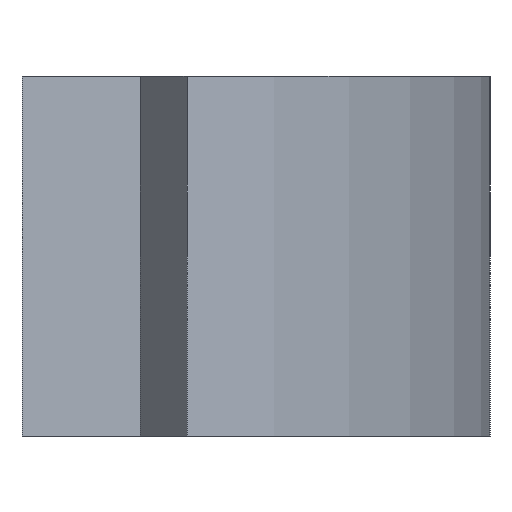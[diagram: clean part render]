
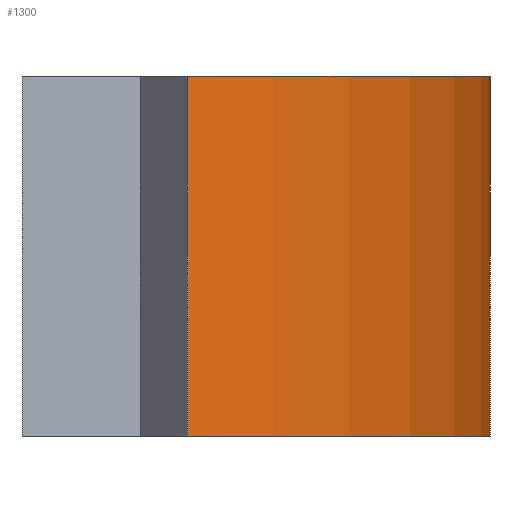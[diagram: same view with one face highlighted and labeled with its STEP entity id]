
A CAD part, left-side view. The second image highlights one B-rep face of the part: STEP entity #1300.
In plain terms, the highlighted cylindrical face has radius 23 mm (diameter 46 mm), a partial arc.
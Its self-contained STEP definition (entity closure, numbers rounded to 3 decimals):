
#21=CYLINDRICAL_SURFACE('',#1398,23.);
#44=CIRCLE('',#1357,23.);
#57=CIRCLE('',#1399,23.);
#107=FACE_OUTER_BOUND('',#180,.T.);
#180=EDGE_LOOP('',(#1088,#1089,#1090,#1091));
#346=LINE('',#2046,#512);
#349=LINE('',#2053,#515);
#512=VECTOR('',#1678,23.);
#515=VECTOR('',#1687,10.);
#616=VERTEX_POINT('',#1914);
#618=VERTEX_POINT('',#1917);
#644=VERTEX_POINT('',#2043);
#646=VERTEX_POINT('',#2051);
#737=EDGE_CURVE('',#618,#616,#44,.T.);
#811=EDGE_CURVE('',#616,#644,#346,.T.);
#814=EDGE_CURVE('',#644,#646,#57,.T.);
#815=EDGE_CURVE('',#646,#618,#349,.T.);
#1088=ORIENTED_EDGE('',*,*,#737,.T.);
#1089=ORIENTED_EDGE('',*,*,#811,.T.);
#1090=ORIENTED_EDGE('',*,*,#814,.T.);
#1091=ORIENTED_EDGE('',*,*,#815,.T.);
#1300=ADVANCED_FACE('',(#107),#21,.T.);
#1357=AXIS2_PLACEMENT_3D('',#1918,#1537,#1538);
#1398=AXIS2_PLACEMENT_3D('',#2050,#1683,#1684);
#1399=AXIS2_PLACEMENT_3D('',#2052,#1685,#1686);
#1537=DIRECTION('center_axis',(0.,0.,1.));
#1538=DIRECTION('ref_axis',(-0.828,-0.561,0.));
#1678=DIRECTION('',(0.,0.,1.));
#1683=DIRECTION('center_axis',(0.,0.,1.));
#1684=DIRECTION('ref_axis',(-0.828,-0.561,0.));
#1685=DIRECTION('center_axis',(0.,0.,-1.));
#1686=DIRECTION('ref_axis',(-0.828,-0.561,0.));
#1687=DIRECTION('',(0.,0.,-1.));
#1914=CARTESIAN_POINT('',(19.04,-15.6,0.));
#1917=CARTESIAN_POINT('',(0.,-5.502,0.));
#1918=CARTESIAN_POINT('Origin',(19.04,7.4,0.));
#2043=CARTESIAN_POINT('',(19.04,-15.6,12.));
#2046=CARTESIAN_POINT('',(19.04,-15.6,0.));
#2050=CARTESIAN_POINT('Origin',(19.04,7.4,0.));
#2051=CARTESIAN_POINT('',(0.,-5.502,12.));
#2052=CARTESIAN_POINT('Origin',(19.04,7.4,12.));
#2053=CARTESIAN_POINT('',(0.,-5.502,0.));
